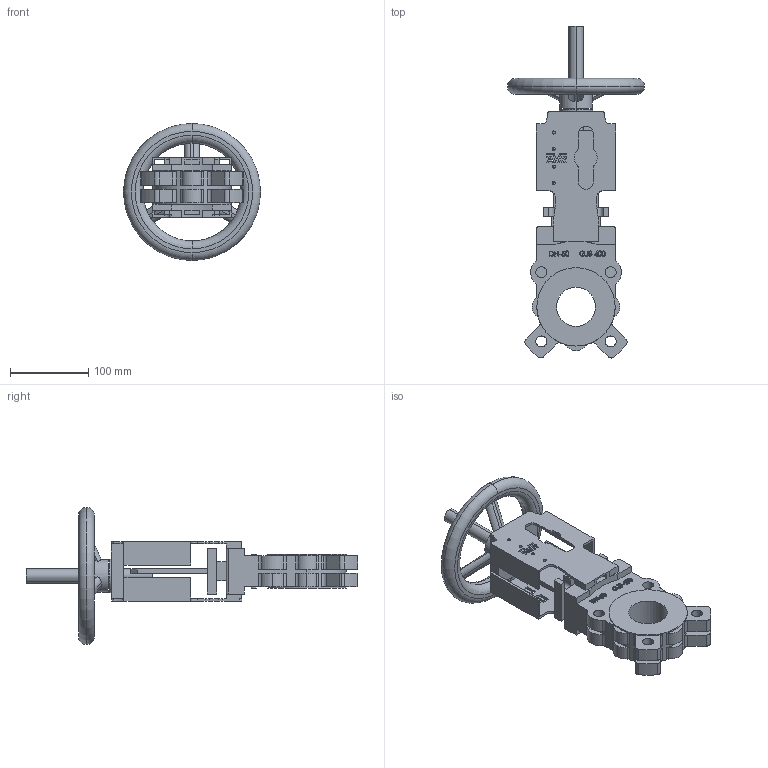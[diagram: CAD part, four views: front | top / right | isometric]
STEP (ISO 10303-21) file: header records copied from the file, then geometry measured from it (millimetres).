
FILE_DESCRIPTION (( 'STEP AP203' ), '1' );
FILE_NAME ('70205020034.STEP', '2017-03-22T14:25:49', ( '' ), ( '' ), 'SwSTEP 2.0', 'SolidWorks 2016', '' );
FILE_SCHEMA (( 'CONFIG_CONTROL_DESIGN' ));
Length unit declared in the file: millimetre
Products named in the file (1): 70205020034
Bounding box: 175 x 423.74 x 175 mm (x, y, z)
Volume: 1174078.3 mm3; surface area: 229697.9 mm2
Topology: 1 solids, 1 shells, 843 faces, 2385 edges, 1576 vertices
Faces by surface type: plane 402, cylinder 277, bspline 154, torus 9, cone 1
Entity records: 37193 total; most frequent: CARTESIAN_POINT 15789, ORIENTED_EDGE 4750, DIRECTION 3998, EDGE_CURVE 2375, VERTEX_POINT 1574, VECTOR 1424, LINE 1424, AXIS2_PLACEMENT_3D 1287
